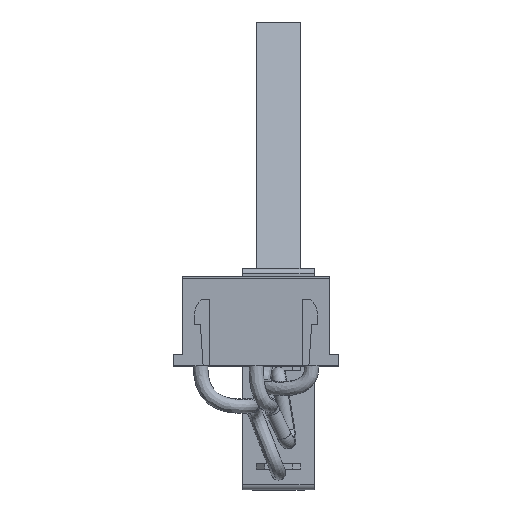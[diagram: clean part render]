
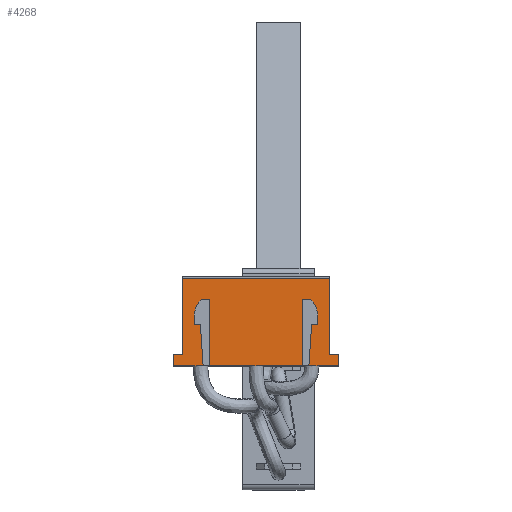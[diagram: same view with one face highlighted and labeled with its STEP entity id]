
A CAD part, top view. The second image highlights one B-rep face of the part: STEP entity #4268.
In plain terms, the highlighted planar face has unit normal (0, 0, 1).
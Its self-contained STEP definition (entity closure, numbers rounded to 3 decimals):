
#3837=AXIS2_PLACEMENT_3D('Circle Axis2P3D',#3835,#3836,$) ;
#4018=AXIS2_PLACEMENT_3D('Circle Axis2P3D',#4016,#4017,$) ;
#4201=AXIS2_PLACEMENT_3D('Plane Axis2P3D',#4198,#4199,#4200) ;
#3665=CARTESIAN_POINT('Vertex',(106.784,-77.1,178.425)) ;
#3670=CARTESIAN_POINT('Line Origine',(106.909,-75.25,178.425)) ;
#3674=CARTESIAN_POINT('Vertex',(107.034,-73.4,178.425)) ;
#3701=CARTESIAN_POINT('Line Origine',(107.309,-73.4,178.425)) ;
#3705=CARTESIAN_POINT('Vertex',(107.584,-73.4,178.425)) ;
#3784=CARTESIAN_POINT('Vertex',(106.184,-71.1,178.425)) ;
#3787=CARTESIAN_POINT('Line Origine',(106.184,-74.1,178.425)) ;
#3791=CARTESIAN_POINT('Vertex',(106.184,-77.1,178.425)) ;
#3811=CARTESIAN_POINT('Line Origine',(107.584,-73.025,178.425)) ;
#3815=CARTESIAN_POINT('Vertex',(107.584,-72.65,178.425)) ;
#3835=CARTESIAN_POINT('Axis2P3D Location',(105.411,-72.65,178.425)) ;
#3839=CARTESIAN_POINT('Vertex',(106.934,-71.1,178.425)) ;
#3859=CARTESIAN_POINT('Line Origine',(106.559,-71.1,178.425)) ;
#3939=CARTESIAN_POINT('Vertex',(97.884,-77.1,178.425)) ;
#3942=CARTESIAN_POINT('Line Origine',(97.884,-74.1,178.425)) ;
#3946=CARTESIAN_POINT('Vertex',(97.884,-71.1,178.425)) ;
#3970=CARTESIAN_POINT('Vertex',(97.034,-73.4,178.425)) ;
#3973=CARTESIAN_POINT('Line Origine',(97.159,-75.25,178.425)) ;
#3977=CARTESIAN_POINT('Vertex',(97.284,-77.1,178.425)) ;
#3992=CARTESIAN_POINT('Line Origine',(97.509,-71.1,178.425)) ;
#3996=CARTESIAN_POINT('Vertex',(97.134,-71.1,178.425)) ;
#4016=CARTESIAN_POINT('Axis2P3D Location',(98.658,-72.65,178.425)) ;
#4020=CARTESIAN_POINT('Vertex',(96.484,-72.65,178.425)) ;
#4040=CARTESIAN_POINT('Line Origine',(96.484,-73.025,178.425)) ;
#4044=CARTESIAN_POINT('Vertex',(96.484,-73.4,178.425)) ;
#4059=CARTESIAN_POINT('Line Origine',(96.759,-73.4,178.425)) ;
#4089=CARTESIAN_POINT('Vertex',(109.434,-76.1,178.425)) ;
#4092=CARTESIAN_POINT('Line Origine',(109.434,-76.6,178.425)) ;
#4096=CARTESIAN_POINT('Vertex',(109.434,-77.1,178.425)) ;
#4151=CARTESIAN_POINT('Vertex',(95.434,-76.1,178.425)) ;
#4167=CARTESIAN_POINT('Vertex',(108.634,-76.1,178.425)) ;
#4170=CARTESIAN_POINT('Line Origine',(109.034,-76.1,178.425)) ;
#4179=CARTESIAN_POINT('Vertex',(94.634,-76.1,178.425)) ;
#4182=CARTESIAN_POINT('Line Origine',(95.034,-76.1,178.425)) ;
#4198=CARTESIAN_POINT('Axis2P3D Location',(95.434,-69.1,178.425)) ;
#4203=CARTESIAN_POINT('Line Origine',(108.109,-77.1,178.425)) ;
#4208=CARTESIAN_POINT('Line Origine',(108.634,-72.675,178.425)) ;
#4212=CARTESIAN_POINT('Vertex',(108.634,-69.25,178.425)) ;
#4215=CARTESIAN_POINT('Line Origine',(102.034,-69.25,178.425)) ;
#4219=CARTESIAN_POINT('Vertex',(95.434,-69.25,178.425)) ;
#4222=CARTESIAN_POINT('Line Origine',(95.434,-72.675,178.425)) ;
#4227=CARTESIAN_POINT('Line Origine',(94.634,-76.6,178.425)) ;
#4231=CARTESIAN_POINT('Vertex',(94.634,-77.1,178.425)) ;
#4234=CARTESIAN_POINT('Line Origine',(95.959,-77.1,178.425)) ;
#4239=CARTESIAN_POINT('Line Origine',(102.034,-77.1,178.425)) ;
#3671=DIRECTION('Vector Direction',(0.067,0.998,0.)) ;
#3702=DIRECTION('Vector Direction',(1.,0.,0.)) ;
#3788=DIRECTION('Vector Direction',(0.,-1.,0.)) ;
#3812=DIRECTION('Vector Direction',(0.,1.,0.)) ;
#3836=DIRECTION('Axis2P3D Direction',(0.,0.,1.)) ;
#3860=DIRECTION('Vector Direction',(-1.,0.,0.)) ;
#3943=DIRECTION('Vector Direction',(0.,-1.,0.)) ;
#3974=DIRECTION('Vector Direction',(-0.067,0.998,0.)) ;
#3993=DIRECTION('Vector Direction',(1.,0.,0.)) ;
#4017=DIRECTION('Axis2P3D Direction',(0.,0.,1.)) ;
#4041=DIRECTION('Vector Direction',(0.,1.,0.)) ;
#4060=DIRECTION('Vector Direction',(-1.,0.,0.)) ;
#4093=DIRECTION('Vector Direction',(0.,-1.,0.)) ;
#4171=DIRECTION('Vector Direction',(-1.,0.,0.)) ;
#4183=DIRECTION('Vector Direction',(-1.,0.,0.)) ;
#4199=DIRECTION('Axis2P3D Direction',(0.,0.,-1.)) ;
#4200=DIRECTION('Axis2P3D XDirection',(1.,0.,0.)) ;
#4204=DIRECTION('Vector Direction',(-1.,0.,0.)) ;
#4209=DIRECTION('Vector Direction',(0.,-1.,0.)) ;
#4216=DIRECTION('Vector Direction',(-1.,0.,0.)) ;
#4223=DIRECTION('Vector Direction',(0.,-1.,0.)) ;
#4228=DIRECTION('Vector Direction',(0.,-1.,0.)) ;
#4235=DIRECTION('Vector Direction',(-1.,0.,0.)) ;
#4240=DIRECTION('Vector Direction',(-1.,0.,0.)) ;
#3672=VECTOR('Line Direction',#3671,1.) ;
#3703=VECTOR('Line Direction',#3702,1.) ;
#3789=VECTOR('Line Direction',#3788,1.) ;
#3813=VECTOR('Line Direction',#3812,1.) ;
#3861=VECTOR('Line Direction',#3860,1.) ;
#3944=VECTOR('Line Direction',#3943,1.) ;
#3975=VECTOR('Line Direction',#3974,1.) ;
#3994=VECTOR('Line Direction',#3993,1.) ;
#4042=VECTOR('Line Direction',#4041,1.) ;
#4061=VECTOR('Line Direction',#4060,1.) ;
#4094=VECTOR('Line Direction',#4093,1.) ;
#4172=VECTOR('Line Direction',#4171,1.) ;
#4184=VECTOR('Line Direction',#4183,1.) ;
#4205=VECTOR('Line Direction',#4204,1.) ;
#4210=VECTOR('Line Direction',#4209,1.) ;
#4217=VECTOR('Line Direction',#4216,1.) ;
#4224=VECTOR('Line Direction',#4223,1.) ;
#4229=VECTOR('Line Direction',#4228,1.) ;
#4236=VECTOR('Line Direction',#4235,1.) ;
#4241=VECTOR('Line Direction',#4240,1.) ;
#4245=ORIENTED_EDGE('',*,*,#3793,.F.) ;
#4246=ORIENTED_EDGE('',*,*,#3863,.F.) ;
#4247=ORIENTED_EDGE('',*,*,#3841,.F.) ;
#4248=ORIENTED_EDGE('',*,*,#3817,.F.) ;
#4249=ORIENTED_EDGE('',*,*,#3707,.F.) ;
#4250=ORIENTED_EDGE('',*,*,#3676,.F.) ;
#4251=ORIENTED_EDGE('',*,*,#4207,.F.) ;
#4252=ORIENTED_EDGE('',*,*,#4098,.F.) ;
#4253=ORIENTED_EDGE('',*,*,#4174,.T.) ;
#4254=ORIENTED_EDGE('',*,*,#4214,.F.) ;
#4255=ORIENTED_EDGE('',*,*,#4221,.F.) ;
#4256=ORIENTED_EDGE('',*,*,#4226,.T.) ;
#4257=ORIENTED_EDGE('',*,*,#4186,.T.) ;
#4258=ORIENTED_EDGE('',*,*,#4233,.T.) ;
#4259=ORIENTED_EDGE('',*,*,#4238,.F.) ;
#4260=ORIENTED_EDGE('',*,*,#3979,.F.) ;
#4261=ORIENTED_EDGE('',*,*,#4063,.F.) ;
#4262=ORIENTED_EDGE('',*,*,#4046,.F.) ;
#4263=ORIENTED_EDGE('',*,*,#4022,.F.) ;
#4264=ORIENTED_EDGE('',*,*,#3998,.F.) ;
#4265=ORIENTED_EDGE('',*,*,#3948,.F.) ;
#4266=ORIENTED_EDGE('',*,*,#4243,.F.) ;
#4268=ADVANCED_FACE('RU5922004_1PA_001_00_CONNETTORE FEMMINA JST XHP-5.1\\PartBody',(#4267),#4202,.F.) ;
#3838=CIRCLE('generated circle',#3837,2.173) ;
#4019=CIRCLE('generated circle',#4018,2.173) ;
#3676=EDGE_CURVE('',#3666,#3675,#3673,.T.) ;
#3707=EDGE_CURVE('',#3675,#3706,#3704,.T.) ;
#3793=EDGE_CURVE('',#3785,#3792,#3790,.T.) ;
#3817=EDGE_CURVE('',#3706,#3816,#3814,.T.) ;
#3841=EDGE_CURVE('',#3816,#3840,#3838,.T.) ;
#3863=EDGE_CURVE('',#3840,#3785,#3862,.T.) ;
#3948=EDGE_CURVE('',#3940,#3947,#3945,.F.) ;
#3979=EDGE_CURVE('',#3971,#3978,#3976,.F.) ;
#3998=EDGE_CURVE('',#3947,#3997,#3995,.F.) ;
#4022=EDGE_CURVE('',#3997,#4021,#4019,.T.) ;
#4046=EDGE_CURVE('',#4021,#4045,#4043,.F.) ;
#4063=EDGE_CURVE('',#4045,#3971,#4062,.F.) ;
#4098=EDGE_CURVE('',#4090,#4097,#4095,.T.) ;
#4174=EDGE_CURVE('',#4090,#4168,#4173,.T.) ;
#4186=EDGE_CURVE('',#4152,#4180,#4185,.T.) ;
#4207=EDGE_CURVE('',#4097,#3666,#4206,.T.) ;
#4214=EDGE_CURVE('',#4213,#4168,#4211,.T.) ;
#4221=EDGE_CURVE('',#4220,#4213,#4218,.F.) ;
#4226=EDGE_CURVE('',#4220,#4152,#4225,.T.) ;
#4233=EDGE_CURVE('',#4180,#4232,#4230,.T.) ;
#4238=EDGE_CURVE('',#3978,#4232,#4237,.T.) ;
#4243=EDGE_CURVE('',#3792,#3940,#4242,.T.) ;
#4244=EDGE_LOOP('',(#4245,#4246,#4247,#4248,#4249,#4250,#4251,#4252,#4253,#4254,#4255,#4256,#4257,#4258,#4259,#4260,#4261,#4262,#4263,#4264,#4265,#4266)) ;
#4267=FACE_OUTER_BOUND('',#4244,.T.) ;
#3673=LINE('Line',#3670,#3672) ;
#3704=LINE('Line',#3701,#3703) ;
#3790=LINE('Line',#3787,#3789) ;
#3814=LINE('Line',#3811,#3813) ;
#3862=LINE('Line',#3859,#3861) ;
#3945=LINE('Line',#3942,#3944) ;
#3976=LINE('Line',#3973,#3975) ;
#3995=LINE('Line',#3992,#3994) ;
#4043=LINE('Line',#4040,#4042) ;
#4062=LINE('Line',#4059,#4061) ;
#4095=LINE('Line',#4092,#4094) ;
#4173=LINE('Line',#4170,#4172) ;
#4185=LINE('Line',#4182,#4184) ;
#4206=LINE('Line',#4203,#4205) ;
#4211=LINE('Line',#4208,#4210) ;
#4218=LINE('Line',#4215,#4217) ;
#4225=LINE('Line',#4222,#4224) ;
#4230=LINE('Line',#4227,#4229) ;
#4237=LINE('Line',#4234,#4236) ;
#4242=LINE('Line',#4239,#4241) ;
#4202=PLANE('',#4201) ;
#3666=VERTEX_POINT('',#3665) ;
#3675=VERTEX_POINT('',#3674) ;
#3706=VERTEX_POINT('',#3705) ;
#3785=VERTEX_POINT('',#3784) ;
#3792=VERTEX_POINT('',#3791) ;
#3816=VERTEX_POINT('',#3815) ;
#3840=VERTEX_POINT('',#3839) ;
#3940=VERTEX_POINT('',#3939) ;
#3947=VERTEX_POINT('',#3946) ;
#3971=VERTEX_POINT('',#3970) ;
#3978=VERTEX_POINT('',#3977) ;
#3997=VERTEX_POINT('',#3996) ;
#4021=VERTEX_POINT('',#4020) ;
#4045=VERTEX_POINT('',#4044) ;
#4090=VERTEX_POINT('',#4089) ;
#4097=VERTEX_POINT('',#4096) ;
#4152=VERTEX_POINT('',#4151) ;
#4168=VERTEX_POINT('',#4167) ;
#4180=VERTEX_POINT('',#4179) ;
#4213=VERTEX_POINT('',#4212) ;
#4220=VERTEX_POINT('',#4219) ;
#4232=VERTEX_POINT('',#4231) ;
